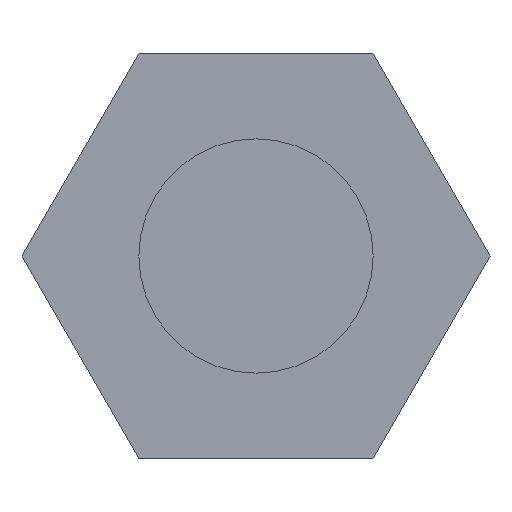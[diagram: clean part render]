
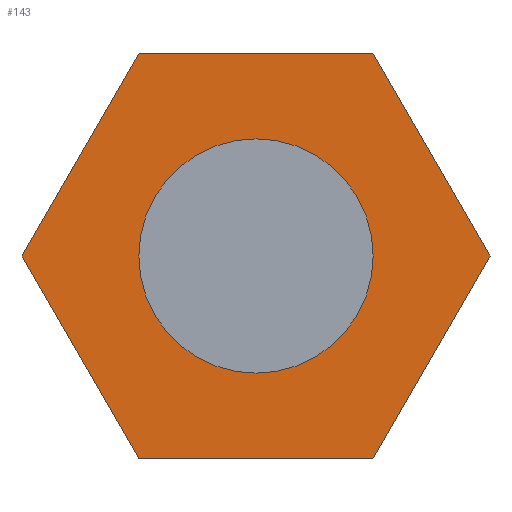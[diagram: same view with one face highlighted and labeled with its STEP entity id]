
A CAD part, front view. The second image highlights one B-rep face of the part: STEP entity #143.
In plain terms, the highlighted planar face has unit normal (0, -1, 0).
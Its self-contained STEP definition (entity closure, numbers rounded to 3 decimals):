
#5 = CARTESIAN_POINT ( 'NONE',  ( -3.175, 0., 0. ) ) ;
#6 = FACE_OUTER_BOUND ( 'NONE', #328, .T. ) ;
#33 = DIRECTION ( 'NONE',  ( 0., -1., 0. ) ) ;
#39 = CARTESIAN_POINT ( 'NONE',  ( 0., 0., -1.59 ) ) ;
#42 = VECTOR ( 'NONE', #280, 1000. ) ;
#43 = LINE ( 'NONE', #5, #270 ) ;
#53 = VERTEX_POINT ( 'NONE', #39 ) ;
#61 = ORIENTED_EDGE ( 'NONE', *, *, #363, .F. ) ;
#68 = LINE ( 'NONE', #259, #362 ) ;
#81 = AXIS2_PLACEMENT_3D ( 'NONE', #307, #306, #162 ) ;
#84 = CARTESIAN_POINT ( 'NONE',  ( 0., 0., 1.59 ) ) ;
#88 = EDGE_CURVE ( 'NONE', #333, #53, #295, .T. ) ;
#93 = CARTESIAN_POINT ( 'NONE',  ( 1.588, 0., -2.75 ) ) ;
#98 = DIRECTION ( 'NONE',  ( -0.5, 0., 0.866 ) ) ;
#103 = VERTEX_POINT ( 'NONE', #378 ) ;
#105 = CARTESIAN_POINT ( 'NONE',  ( 3.175, 0., 0. ) ) ;
#115 = CARTESIAN_POINT ( 'NONE',  ( 1.588, 0., -2.75 ) ) ;
#139 = EDGE_CURVE ( 'NONE', #103, #355, #43, .T. ) ;
#140 = LINE ( 'NONE', #469, #358 ) ;
#143 = ADVANCED_FACE ( 'NONE', ( #161, #6 ), #302, .F. ) ;
#144 = VERTEX_POINT ( 'NONE', #115 ) ;
#147 = CARTESIAN_POINT ( 'NONE',  ( -1.588, 0., 2.75 ) ) ;
#155 = DIRECTION ( 'NONE',  ( 0.5, 0., 0.866 ) ) ;
#161 = FACE_BOUND ( 'NONE', #357, .T. ) ;
#162 = DIRECTION ( 'NONE',  ( 0., 0., -1. ) ) ;
#181 = VERTEX_POINT ( 'NONE', #205 ) ;
#205 = CARTESIAN_POINT ( 'NONE',  ( -1.588, 0., -2.75 ) ) ;
#210 = DIRECTION ( 'NONE',  ( 0., 0., -1. ) ) ;
#222 = CARTESIAN_POINT ( 'NONE',  ( 1.588, 0., 2.75 ) ) ;
#251 = LINE ( 'NONE', #397, #424 ) ;
#259 = CARTESIAN_POINT ( 'NONE',  ( 1.588, 0., 2.75 ) ) ;
#266 = DIRECTION ( 'NONE',  ( 0., 1., 0. ) ) ;
#270 = VECTOR ( 'NONE', #155, 1000. ) ;
#276 = EDGE_CURVE ( 'NONE', #144, #181, #354, .T. ) ;
#280 = DIRECTION ( 'NONE',  ( -1., 0., 0. ) ) ;
#281 = ORIENTED_EDGE ( 'NONE', *, *, #450, .F. ) ;
#283 = CARTESIAN_POINT ( 'NONE',  ( 0., 0., 0. ) ) ;
#295 = CIRCLE ( 'NONE', #81, 1.59 ) ;
#297 = LINE ( 'NONE', #323, #341 ) ;
#302 = PLANE ( 'NONE',  #430 ) ;
#306 = DIRECTION ( 'NONE',  ( 0., -1., 0. ) ) ;
#307 = CARTESIAN_POINT ( 'NONE',  ( 0., 0., 0. ) ) ;
#311 = CARTESIAN_POINT ( 'NONE',  ( 0., 0., 0. ) ) ;
#322 = ORIENTED_EDGE ( 'NONE', *, *, #476, .F. ) ;
#323 = CARTESIAN_POINT ( 'NONE',  ( -1.588, 0., -2.75 ) ) ;
#324 = ORIENTED_EDGE ( 'NONE', *, *, #88, .F. ) ;
#328 = EDGE_LOOP ( 'NONE', ( #322, #61, #395, #281, #361, #384 ) ) ;
#333 = VERTEX_POINT ( 'NONE', #84 ) ;
#341 = VECTOR ( 'NONE', #98, 1000. ) ;
#348 = ORIENTED_EDGE ( 'NONE', *, *, #371, .F. ) ;
#354 = LINE ( 'NONE', #93, #42 ) ;
#355 = VERTEX_POINT ( 'NONE', #147 ) ;
#357 = EDGE_LOOP ( 'NONE', ( #324, #348 ) ) ;
#358 = VECTOR ( 'NONE', #431, 1000. ) ;
#361 = ORIENTED_EDGE ( 'NONE', *, *, #276, .F. ) ;
#362 = VECTOR ( 'NONE', #435, 1000. ) ;
#363 = EDGE_CURVE ( 'NONE', #355, #445, #140, .T. ) ;
#371 = EDGE_CURVE ( 'NONE', #53, #333, #468, .T. ) ;
#377 = AXIS2_PLACEMENT_3D ( 'NONE', #283, #33, #210 ) ;
#378 = CARTESIAN_POINT ( 'NONE',  ( -3.175, 0., 0. ) ) ;
#384 = ORIENTED_EDGE ( 'NONE', *, *, #486, .F. ) ;
#395 = ORIENTED_EDGE ( 'NONE', *, *, #139, .F. ) ;
#397 = CARTESIAN_POINT ( 'NONE',  ( 3.175, 0., 0. ) ) ;
#412 = DIRECTION ( 'NONE',  ( 0., 0., 1. ) ) ;
#424 = VECTOR ( 'NONE', #442, 1000. ) ;
#430 = AXIS2_PLACEMENT_3D ( 'NONE', #311, #266, #412 ) ;
#431 = DIRECTION ( 'NONE',  ( 1., 0., 0. ) ) ;
#435 = DIRECTION ( 'NONE',  ( 0.5, 0., -0.866 ) ) ;
#436 = VERTEX_POINT ( 'NONE', #105 ) ;
#442 = DIRECTION ( 'NONE',  ( -0.5, 0., -0.866 ) ) ;
#445 = VERTEX_POINT ( 'NONE', #222 ) ;
#450 = EDGE_CURVE ( 'NONE', #181, #103, #297, .T. ) ;
#468 = CIRCLE ( 'NONE', #377, 1.59 ) ;
#469 = CARTESIAN_POINT ( 'NONE',  ( -1.588, 0., 2.75 ) ) ;
#476 = EDGE_CURVE ( 'NONE', #445, #436, #68, .T. ) ;
#486 = EDGE_CURVE ( 'NONE', #436, #144, #251, .T. ) ;
